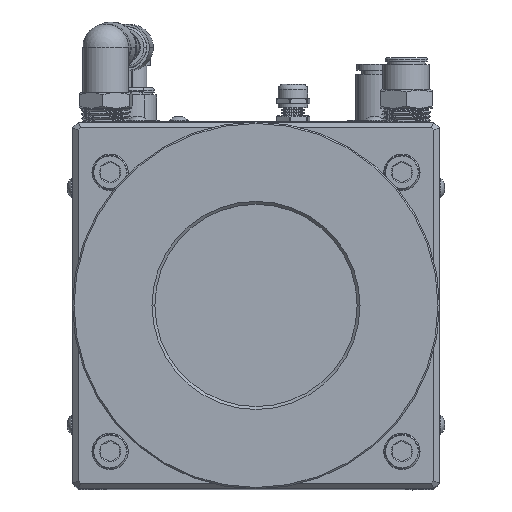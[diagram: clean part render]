
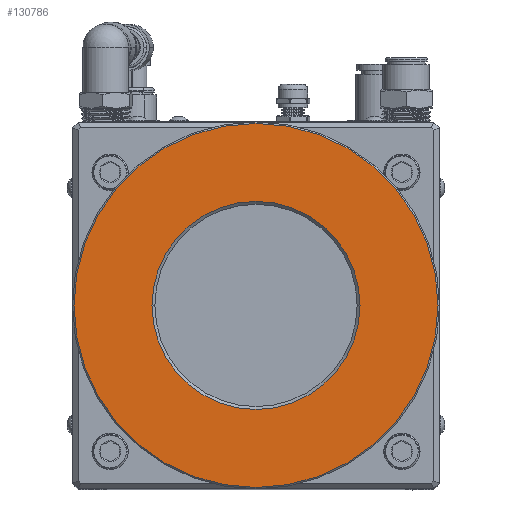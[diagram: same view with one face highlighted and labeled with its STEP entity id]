
A CAD part, top view. The second image highlights one B-rep face of the part: STEP entity #130786.
In plain terms, the highlighted planar face has unit normal (0, 0, 1).
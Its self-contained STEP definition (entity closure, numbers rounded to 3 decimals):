
#5510 = EDGE_LOOP ( 'NONE', ( #57927, #193773 ) ) ;
#7294 = VERTEX_POINT ( 'NONE', #223263 ) ;
#7913 = EDGE_CURVE ( 'NONE', #7294, #211881, #229281, .T. ) ;
#13099 = VERTEX_POINT ( 'NONE', #123118 ) ;
#29154 = PLANE ( 'NONE',  #137968 ) ;
#31902 = DIRECTION ( 'NONE',  ( 1., 0., 0. ) ) ;
#34829 = AXIS2_PLACEMENT_3D ( 'NONE', #105185, #49144, #67295 ) ;
#45690 = AXIS2_PLACEMENT_3D ( 'NONE', #230469, #140160, #31902 ) ;
#46752 = AXIS2_PLACEMENT_3D ( 'NONE', #231841, #124928, #215075 ) ;
#49144 = DIRECTION ( 'NONE',  ( 0., 0., 1. ) ) ;
#57927 = ORIENTED_EDGE ( 'NONE', *, *, #7913, .T. ) ;
#64051 = DIRECTION ( 'NONE',  ( 0., 0., -1. ) ) ;
#65215 = EDGE_CURVE ( 'NONE', #211881, #7294, #109962, .T. ) ;
#67295 = DIRECTION ( 'NONE',  ( 1., 0., 0. ) ) ;
#73402 = CARTESIAN_POINT ( 'NONE',  ( -83.577, -127.823, 169.292 ) ) ;
#74269 = EDGE_CURVE ( 'NONE', #179983, #13099, #160797, .T. ) ;
#81235 = CARTESIAN_POINT ( 'NONE',  ( -47.577, -127.823, 169.292 ) ) ;
#95239 = AXIS2_PLACEMENT_3D ( 'NONE', #170852, #64051, #117830 ) ;
#105185 = CARTESIAN_POINT ( 'NONE',  ( -47.577, -127.823, 169.292 ) ) ;
#109962 = CIRCLE ( 'NONE', #95239, 36. ) ;
#116625 = CARTESIAN_POINT ( 'NONE',  ( 15.423, -127.823, 169.292 ) ) ;
#117830 = DIRECTION ( 'NONE',  ( 1., 0., 0. ) ) ;
#123118 = CARTESIAN_POINT ( 'NONE',  ( -110.577, -127.823, 169.292 ) ) ;
#124928 = DIRECTION ( 'NONE',  ( 0., 0., 1. ) ) ;
#125386 = EDGE_LOOP ( 'NONE', ( #165890, #147924 ) ) ;
#130786 = ADVANCED_FACE ( 'NONE', ( #132102, #149105 ), #29154, .T. ) ;
#132102 = FACE_BOUND ( 'NONE', #5510, .T. ) ;
#137968 = AXIS2_PLACEMENT_3D ( 'NONE', #81235, #206273, #225336 ) ;
#140160 = DIRECTION ( 'NONE',  ( 0., 0., -1. ) ) ;
#147924 = ORIENTED_EDGE ( 'NONE', *, *, #74269, .T. ) ;
#149105 = FACE_OUTER_BOUND ( 'NONE', #125386, .T. ) ;
#160797 = CIRCLE ( 'NONE', #46752, 63. ) ;
#165890 = ORIENTED_EDGE ( 'NONE', *, *, #171155, .T. ) ;
#170852 = CARTESIAN_POINT ( 'NONE',  ( -47.577, -127.823, 169.292 ) ) ;
#171155 = EDGE_CURVE ( 'NONE', #13099, #179983, #183231, .T. ) ;
#179983 = VERTEX_POINT ( 'NONE', #116625 ) ;
#183231 = CIRCLE ( 'NONE', #34829, 63. ) ;
#193773 = ORIENTED_EDGE ( 'NONE', *, *, #65215, .T. ) ;
#206273 = DIRECTION ( 'NONE',  ( 0., 0., 1. ) ) ;
#211881 = VERTEX_POINT ( 'NONE', #73402 ) ;
#215075 = DIRECTION ( 'NONE',  ( 1., 0., 0. ) ) ;
#223263 = CARTESIAN_POINT ( 'NONE',  ( -11.577, -127.823, 169.292 ) ) ;
#225336 = DIRECTION ( 'NONE',  ( 1., 0., 0. ) ) ;
#229281 = CIRCLE ( 'NONE', #45690, 36. ) ;
#230469 = CARTESIAN_POINT ( 'NONE',  ( -47.577, -127.823, 169.292 ) ) ;
#231841 = CARTESIAN_POINT ( 'NONE',  ( -47.577, -127.823, 169.292 ) ) ;
